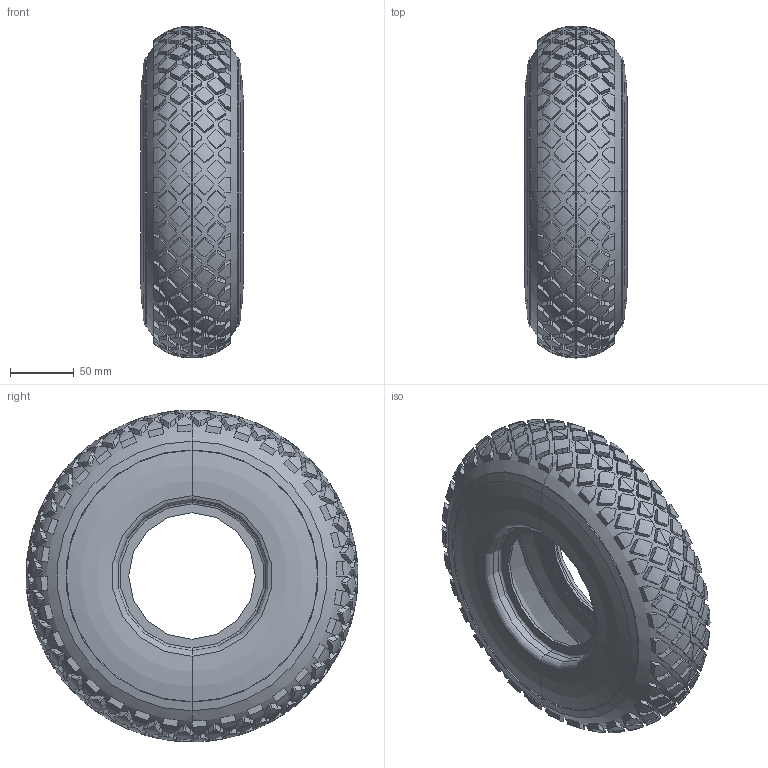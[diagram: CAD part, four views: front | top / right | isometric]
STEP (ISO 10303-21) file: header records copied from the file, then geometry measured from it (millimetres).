
FILE_DESCRIPTION (( 'STEP AP214' ), '1' );
FILE_NAME ('0015587_D2-260-085.step', '2018-08-16T10:50:20', ( 'Windows-Benutzer' ), ( '' ), 'SwSTEP 2.0', 'SolidWorks 2018', '' );
FILE_SCHEMA (( 'AUTOMOTIVE_DESIGN' ));
Length unit declared in the file: millimetre
Products named in the file (1): 0015587_D2-260-085
Bounding box: 80 x 260.02 x 260.02 mm (x, y, z)
Volume: 353942.3 mm3; surface area: 298006.4 mm2
Topology: 2 solids, 2 shells, 2508 faces, 6776 edges, 4452 vertices
Faces by surface type: bspline 1984, torus 288, plane 196, cone 28, cylinder 12
Entity records: 123299 total; most frequent: CARTESIAN_POINT 78113, ORIENTED_EDGE 13552, EDGE_CURVE 6776, B_SPLINE_CURVE_WITH_KNOTS 6164, VERTEX_POINT 4452, EDGE_LOOP 2692, ADVANCED_FACE 2508, FACE_OUTER_BOUND 2508
